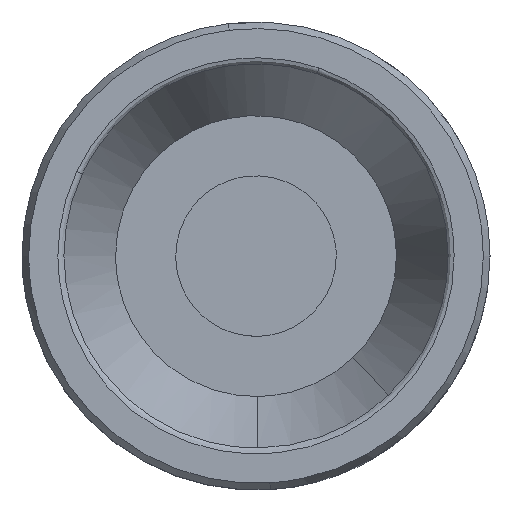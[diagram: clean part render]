
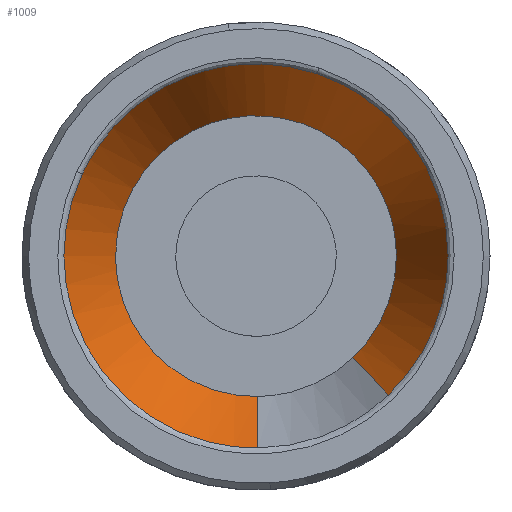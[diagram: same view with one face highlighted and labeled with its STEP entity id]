
A CAD part, top view. The second image highlights one B-rep face of the part: STEP entity #1009.
In plain terms, the highlighted free-form (B-spline) face has degree [2, 1] with [9, 2] control points.
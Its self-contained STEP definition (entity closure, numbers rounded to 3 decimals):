
#839=CARTESIAN_POINT('',(7.175,-7.534,10.295));
#840=CARTESIAN_POINT('',(10.442,-4.422,10.295));
#841=CARTESIAN_POINT('',(10.403,0.091,10.295));
#842=CARTESIAN_POINT('',(10.312,10.494,10.295));
#843=CARTESIAN_POINT('',(-0.091,10.403,10.295));
#844=CARTESIAN_POINT('',(-10.494,10.312,10.295));
#845=CARTESIAN_POINT('',(-10.403,-0.091,10.295));
#846=CARTESIAN_POINT('',(-10.312,-10.494,10.295));
#847=CARTESIAN_POINT('',(0.091,-10.403,10.295));
#848=CARTESIAN_POINT('',(9.975,-10.474,18.923));
#849=CARTESIAN_POINT('',(14.518,-6.147,18.923));
#850=CARTESIAN_POINT('',(14.463,0.126,18.923));
#851=CARTESIAN_POINT('',(14.337,14.59,18.923));
#852=CARTESIAN_POINT('',(-0.126,14.463,18.923));
#853=CARTESIAN_POINT('',(-14.59,14.337,18.923));
#854=CARTESIAN_POINT('',(-14.463,-0.126,18.923));
#855=CARTESIAN_POINT('',(-14.337,-14.59,18.923));
#856=CARTESIAN_POINT('',(0.126,-14.463,18.923));
#864=(BOUNDED_SURFACE()B_SPLINE_SURFACE(2,1,((#839,#848),(#840,#849),(#841,#850),(#842,#851),(#843,#852),(#844,#853),(#845,#854),(#846,#855),(#847,#856)),.UNSPECIFIED.,.F.,.F.,.U.)B_SPLINE_SURFACE_WITH_KNOTS((3,2,2,2,3),(2,2),(0.0,12.462,36.426,60.391,84.355),(0.0,9.536),.UNSPECIFIED.)GEOMETRIC_REPRESENTATION_ITEM()RATIONAL_B_SPLINE_SURFACE(((0.854,0.854),(0.848,0.848),(1.0,1.0),(0.707,0.707),(1.0,1.0),(0.707,0.707),(1.0,1.0),(0.707,0.707),(1.0,1.0)))REPRESENTATION_ITEM('')SURFACE());
#865=CARTESIAN_POINT('',(10.5,0.0,10.5));
#866=VERTEX_POINT('',#865);
#867=CARTESIAN_POINT('',(7.241,-7.604,10.5));
#868=VERTEX_POINT('',#867);
#869=CARTESIAN_POINT('',(10.5,0.0,10.5));
#870=CARTESIAN_POINT('',(10.5,-4.5,10.5));
#871=CARTESIAN_POINT('',(7.241,-7.604,10.5));
#879=(BOUNDED_CURVE()B_SPLINE_CURVE(2,(#869,#870,#871),.UNSPECIFIED.,.F.,.U.)B_SPLINE_CURVE_WITH_KNOTS((3,3),(0.5,0.629),.UNSPECIFIED.)CURVE()GEOMETRIC_REPRESENTATION_ITEM()RATIONAL_B_SPLINE_CURVE((1.0,0.849,0.854))REPRESENTATION_ITEM(''));
#880=EDGE_CURVE('',#866,#868,#879,.T.);
#881=ORIENTED_EDGE('',*,*,#880,.T.);
#882=CARTESIAN_POINT('',(9.907,-10.402,18.713));
#883=VERTEX_POINT('',#882);
#884=CARTESIAN_POINT('',(7.241,-7.604,10.5));
#885=CARTESIAN_POINT('',(9.907,-10.402,18.713));
#886=QUASI_UNIFORM_CURVE('',1,(#884,#885),.UNSPECIFIED.,.F.,.U.);
#887=EDGE_CURVE('',#868,#883,#886,.T.);
#888=ORIENTED_EDGE('',*,*,#887,.T.);
#889=CARTESIAN_POINT('',(14.365,0.0,18.713));
#890=VERTEX_POINT('',#889);
#891=CARTESIAN_POINT('',(9.907,-10.402,18.713));
#892=CARTESIAN_POINT('',(14.365,-6.157,18.713));
#893=CARTESIAN_POINT('',(14.365,0.0,18.713));
#901=(BOUNDED_CURVE()B_SPLINE_CURVE(2,(#891,#892,#893),.UNSPECIFIED.,.F.,.U.)B_SPLINE_CURVE_WITH_KNOTS((3,3),(0.371,0.5),.UNSPECIFIED.)CURVE()GEOMETRIC_REPRESENTATION_ITEM()RATIONAL_B_SPLINE_CURVE((0.854,0.849,1.0))REPRESENTATION_ITEM(''));
#902=EDGE_CURVE('',#883,#890,#901,.T.);
#903=ORIENTED_EDGE('',*,*,#902,.T.);
#904=CARTESIAN_POINT('',(4.575,13.617,18.713));
#905=VERTEX_POINT('',#904);
#906=CARTESIAN_POINT('',(14.365,0.0,18.713));
#907=CARTESIAN_POINT('',(14.365,10.328,18.713));
#908=CARTESIAN_POINT('',(4.575,13.617,18.713));
#916=(BOUNDED_CURVE()B_SPLINE_CURVE(2,(#906,#907,#908),.UNSPECIFIED.,.F.,.U.)B_SPLINE_CURVE_WITH_KNOTS((3,3),(0.5,0.696),.UNSPECIFIED.)CURVE()GEOMETRIC_REPRESENTATION_ITEM()RATIONAL_B_SPLINE_CURVE((1.0,0.771,0.901))REPRESENTATION_ITEM(''));
#917=EDGE_CURVE('',#890,#905,#916,.T.);
#918=ORIENTED_EDGE('',*,*,#917,.T.);
#919=CARTESIAN_POINT('',(-12.998,6.116,18.713));
#920=VERTEX_POINT('',#919);
#921=CARTESIAN_POINT('',(4.575,13.617,18.713));
#922=CARTESIAN_POINT('',(2.348,14.365,18.713));
#923=CARTESIAN_POINT('',(0.0,14.365,18.713));
#924=CARTESIAN_POINT('',(-9.116,14.365,18.713));
#925=CARTESIAN_POINT('',(-12.998,6.116,18.713));
#933=(BOUNDED_CURVE()B_SPLINE_CURVE(2,(#921,#922,#923,#924,#925),.UNSPECIFIED.,.F.,.U.)B_SPLINE_CURVE_WITH_KNOTS((3,2,3),(0.696,0.75,0.928),.UNSPECIFIED.)CURVE()GEOMETRIC_REPRESENTATION_ITEM()RATIONAL_B_SPLINE_CURVE((0.901,0.937,1.0,0.792,0.88))REPRESENTATION_ITEM(''));
#934=EDGE_CURVE('',#905,#920,#933,.T.);
#935=ORIENTED_EDGE('',*,*,#934,.T.);
#936=CARTESIAN_POINT('',(-14.365,0.0,18.713));
#937=VERTEX_POINT('',#936);
#938=CARTESIAN_POINT('',(-12.998,6.116,18.713));
#939=CARTESIAN_POINT('',(-14.365,3.211,18.713));
#940=CARTESIAN_POINT('',(-14.365,0.0,18.713));
#948=(BOUNDED_CURVE()B_SPLINE_CURVE(2,(#938,#939,#940),.UNSPECIFIED.,.F.,.U.)B_SPLINE_CURVE_WITH_KNOTS((3,3),(0.928,1.0),.UNSPECIFIED.)CURVE()GEOMETRIC_REPRESENTATION_ITEM()RATIONAL_B_SPLINE_CURVE((0.88,0.915,1.0))REPRESENTATION_ITEM(''));
#949=EDGE_CURVE('',#920,#937,#948,.T.);
#950=ORIENTED_EDGE('',*,*,#949,.T.);
#951=CARTESIAN_POINT('',(0.125,-14.364,18.713));
#952=VERTEX_POINT('',#951);
#953=CARTESIAN_POINT('',(-14.365,0.0,18.713));
#954=CARTESIAN_POINT('',(-14.365,-14.365,18.713));
#955=CARTESIAN_POINT('',(0.0,-14.365,18.713));
#956=CARTESIAN_POINT('',(0.063,-14.365,18.713));
#957=CARTESIAN_POINT('',(0.125,-14.364,18.713));
#965=(BOUNDED_CURVE()B_SPLINE_CURVE(2,(#953,#954,#955,#956,#957),.UNSPECIFIED.,.F.,.U.)B_SPLINE_CURVE_WITH_KNOTS((3,2,3),(0.0,0.25,0.252),.UNSPECIFIED.)CURVE()GEOMETRIC_REPRESENTATION_ITEM()RATIONAL_B_SPLINE_CURVE((1.0,0.707,1.0,0.998,0.996))REPRESENTATION_ITEM(''));
#966=EDGE_CURVE('',#937,#952,#965,.T.);
#967=ORIENTED_EDGE('',*,*,#966,.T.);
#968=CARTESIAN_POINT('',(0.092,-10.5,10.5));
#969=VERTEX_POINT('',#968);
#970=CARTESIAN_POINT('',(0.092,-10.5,10.5));
#971=CARTESIAN_POINT('',(0.125,-14.364,18.713));
#972=QUASI_UNIFORM_CURVE('',1,(#970,#971),.UNSPECIFIED.,.F.,.U.);
#973=EDGE_CURVE('',#969,#952,#972,.T.);
#974=ORIENTED_EDGE('',*,*,#973,.F.);
#975=CARTESIAN_POINT('',(-10.5,0.0,10.5));
#976=VERTEX_POINT('',#975);
#977=CARTESIAN_POINT('',(0.092,-10.5,10.5));
#978=CARTESIAN_POINT('',(0.046,-10.5,10.5));
#979=CARTESIAN_POINT('',(0.,-10.5,10.5));
#980=CARTESIAN_POINT('',(-10.5,-10.5,10.5));
#981=CARTESIAN_POINT('',(-10.5,0.0,10.5));
#989=(BOUNDED_CURVE()B_SPLINE_CURVE(2,(#977,#978,#979,#980,#981),.UNSPECIFIED.,.F.,.U.)B_SPLINE_CURVE_WITH_KNOTS((3,2,3),(0.748,0.75,1.0),.UNSPECIFIED.)CURVE()GEOMETRIC_REPRESENTATION_ITEM()RATIONAL_B_SPLINE_CURVE((0.996,0.998,1.0,0.707,1.0))REPRESENTATION_ITEM(''));
#990=EDGE_CURVE('',#969,#976,#989,.T.);
#991=ORIENTED_EDGE('',*,*,#990,.T.);
#992=CARTESIAN_POINT('',(-10.5,0.0,10.5));
#993=CARTESIAN_POINT('',(-10.5,10.5,10.5));
#994=CARTESIAN_POINT('',(0.0,10.5,10.5));
#995=CARTESIAN_POINT('',(10.5,10.5,10.5));
#996=CARTESIAN_POINT('',(10.5,0.0,10.5));
#1004=(BOUNDED_CURVE()B_SPLINE_CURVE(2,(#992,#993,#994,#995,#996),.UNSPECIFIED.,.F.,.U.)B_SPLINE_CURVE_WITH_KNOTS((3,2,3),(0.0,0.25,0.5),.UNSPECIFIED.)CURVE()GEOMETRIC_REPRESENTATION_ITEM()RATIONAL_B_SPLINE_CURVE((1.0,0.707,1.0,0.707,1.0))REPRESENTATION_ITEM(''));
#1005=EDGE_CURVE('',#976,#866,#1004,.T.);
#1006=ORIENTED_EDGE('',*,*,#1005,.T.);
#1007=EDGE_LOOP('',(#881,#888,#903,#918,#935,#950,#967,#974,#991,#1006));
#1008=FACE_OUTER_BOUND('',#1007,.T.);
#1009=ADVANCED_FACE('',(#1008),#864,.F.);
